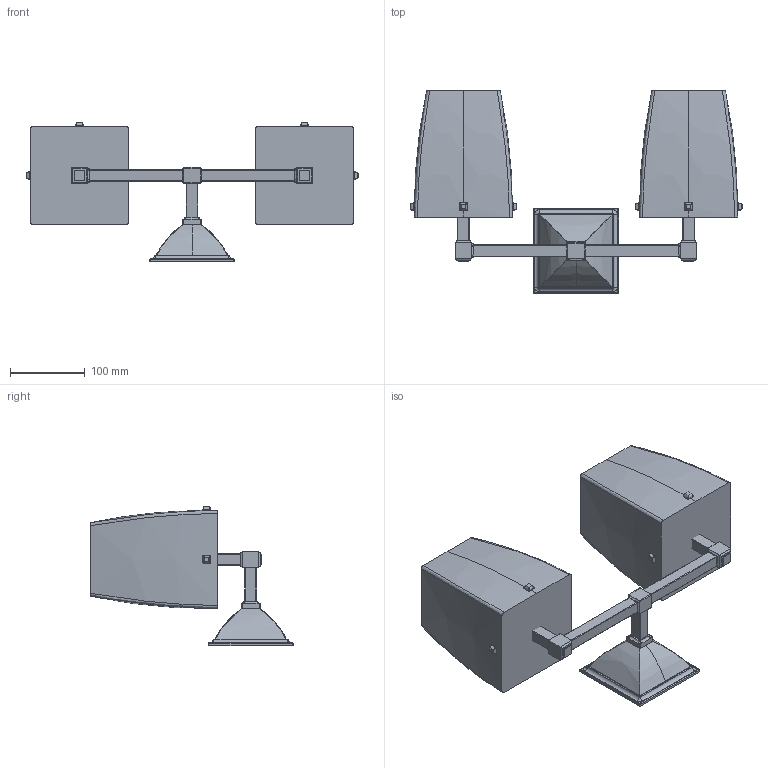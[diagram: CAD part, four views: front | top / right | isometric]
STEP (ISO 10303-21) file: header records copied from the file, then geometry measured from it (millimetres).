
FILE_DESCRIPTION((''),'2;1');
FILE_NAME('1882U_WEB','2010-09-23T',('project'),(''),'PRO/ENGINEER BY PARAMETRIC TECHNOLOGY CORPORATION, 2009300','PRO/ENGINEER BY PARAMETRIC TECHNOLOGY CORPORATION, 2009300','');
FILE_SCHEMA(('CONFIG_CONTROL_DESIGN'));
Length unit declared in the file: inch
Products named in the file (1): 1882U_WEB
Bounding box: 445.26 x 271.7 x 187.66 mm (x, y, z)
Surface area: 309092.7 mm2 (no closed solid volume)
Topology: 0 solids, 24 shells, 305 faces, 795 edges, 490 vertices
Faces by surface type: cylinder 128, plane 94, bspline 59, torus 16, cone 4, sphere 4
Entity records: 12380 total; most frequent: CARTESIAN_POINT 5634, ORIENTED_EDGE 1332, DIRECTION 1279, EDGE_CURVE 795, VERTEX_POINT 490, AXIS2_PLACEMENT_3D 464, VECTOR 351, LINE 351
